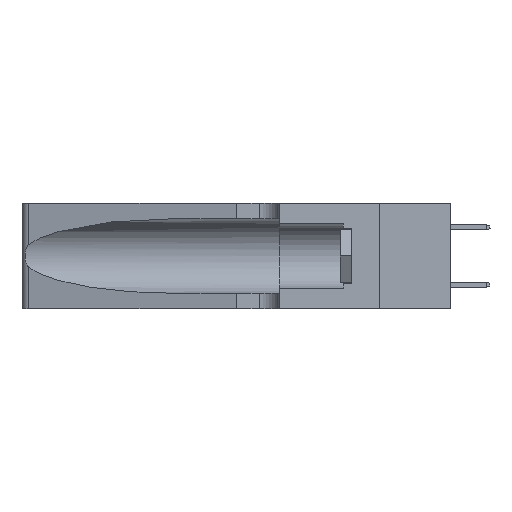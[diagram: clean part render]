
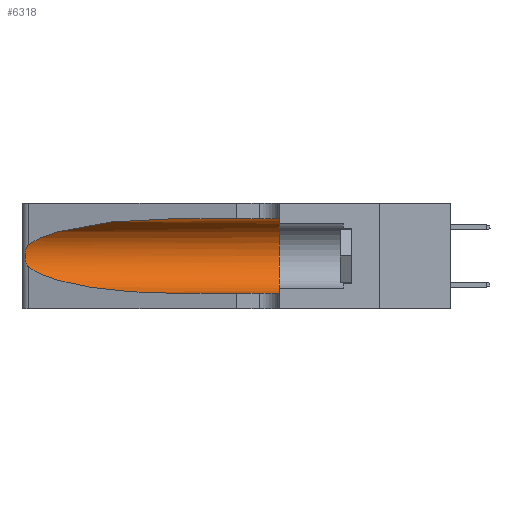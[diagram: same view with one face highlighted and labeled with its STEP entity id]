
A CAD part, left-side view. The second image highlights one B-rep face of the part: STEP entity #6318.
In plain terms, the highlighted cylindrical face has radius 3.308 mm (diameter 6.617 mm), a partial arc.
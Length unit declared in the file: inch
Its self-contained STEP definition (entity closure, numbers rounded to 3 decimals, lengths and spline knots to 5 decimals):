
#127 = CARTESIAN_POINT ( 'NONE',  ( 0.25555, 1.22993, 0.14849 ) ) ;
#385 = CARTESIAN_POINT ( 'NONE',  ( 0.26075, 1.23896, 0.178 ) ) ;
#540 = DIRECTION ( 'NONE',  ( 0., 0., 1. ) ) ;
#824 = CARTESIAN_POINT ( 'NONE',  ( 0.1305, 1.61858, 0.05475 ) ) ;
#1004 = B_SPLINE_CURVE_WITH_KNOTS ( 'NONE', 3,
 ( #1596, #10250, #7290, #11632, #13025, #8597, #1408, #385, #6064, #4577, #14225, #12843, #127, #8863 ),
 .UNSPECIFIED., .F., .F.,
 ( 4, 2, 2, 2, 2, 2, 4 ),
 ( 0., 0.00027, 0.00053, 0.00107, 0.0016, 0.00187, 0.00214 ),
 .UNSPECIFIED. ) ;
#1408 = CARTESIAN_POINT ( 'NONE',  ( 0.26075, 1.23896, 0.19203 ) ) ;
#1596 = CARTESIAN_POINT ( 'NONE',  ( 0.25487, 1.22718, 0.22369 ) ) ;
#1847 = DIRECTION ( 'NONE',  ( 0., 0., -1. ) ) ;
#2461 = EDGE_LOOP ( 'NONE', ( #11445, #4119, #14571, #4029, #13222, #5961 ) ) ;
#3266 =( BOUNDED_CURVE ( )  B_SPLINE_CURVE ( 3, ( #16501, #6769, #5468, #15304 ),
 .UNSPECIFIED., .F., .T. ) 
 B_SPLINE_CURVE_WITH_KNOTS ( ( 4, 4 ),
 ( 3.44316, 4.71239 ),
 .UNSPECIFIED. ) 
 CURVE ( )  GEOMETRIC_REPRESENTATION_ITEM ( )  RATIONAL_B_SPLINE_CURVE ( ( 1., 0.87, 0.87, 1. ) ) 
 REPRESENTATION_ITEM ( '' )  );
#3439 = CARTESIAN_POINT ( 'NONE',  ( 0.1305, 1.61858, 0.185 ) ) ;
#3571 = CIRCLE ( 'NONE', #7738, 0.13025 ) ;
#3934 = CARTESIAN_POINT ( 'NONE',  ( 0.1305, 0.35, 0.31525 ) ) ;
#4029 = ORIENTED_EDGE ( 'NONE', *, *, #6549, .T. ) ;
#4119 = ORIENTED_EDGE ( 'NONE', *, *, #7066, .T. ) ;
#4421 = VECTOR ( 'NONE', #5118, 39.37008 ) ;
#4577 = CARTESIAN_POINT ( 'NONE',  ( 0.25856, 1.23593, 0.16098 ) ) ;
#5118 = DIRECTION ( 'NONE',  ( 0., -1., 0. ) ) ;
#5335 = EDGE_CURVE ( 'NONE', #5444, #5893, #6587, .T. ) ;
#5444 = VERTEX_POINT ( 'NONE', #7697 ) ;
#5468 = CARTESIAN_POINT ( 'NONE',  ( 0.18966, 0.96281, 0.05475 ) ) ;
#5893 = VERTEX_POINT ( 'NONE', #17285 ) ;
#5961 = ORIENTED_EDGE ( 'NONE', *, *, #14827, .F. ) ;
#6064 = CARTESIAN_POINT ( 'NONE',  ( 0.26017, 1.23833, 0.17102 ) ) ;
#6318 = ADVANCED_FACE ( 'NONE', ( #17442 ), #10501, .F. ) ;
#6549 = EDGE_CURVE ( 'NONE', #7582, #13444, #7919, .T. ) ;
#6587 =( BOUNDED_CURVE ( )  B_SPLINE_CURVE ( 3, ( #11482, #14441, #17218, #12788 ),
 .UNSPECIFIED., .F., .T. ) 
 B_SPLINE_CURVE_WITH_KNOTS ( ( 4, 4 ),
 ( 1.5708, 2.84003 ),
 .UNSPECIFIED. ) 
 CURVE ( )  GEOMETRIC_REPRESENTATION_ITEM ( )  RATIONAL_B_SPLINE_CURVE ( ( 1., 0.87, 0.87, 1. ) ) 
 REPRESENTATION_ITEM ( '' )  );
#6769 = CARTESIAN_POINT ( 'NONE',  ( 0.2373, 1.15595, 0.08982 ) ) ;
#7066 = EDGE_CURVE ( 'NONE', #5893, #14197, #1004, .T. ) ;
#7290 = CARTESIAN_POINT ( 'NONE',  ( 0.25639, 1.23184, 0.21858 ) ) ;
#7582 = VERTEX_POINT ( 'NONE', #17075 ) ;
#7697 = CARTESIAN_POINT ( 'NONE',  ( 0.1305, 0.72297, 0.31525 ) ) ;
#7738 = AXIS2_PLACEMENT_3D ( 'NONE', #14654, #11779, #540 ) ;
#7919 = LINE ( 'NONE', #824, #4421 ) ;
#8597 = CARTESIAN_POINT ( 'NONE',  ( 0.26018, 1.23835, 0.19895 ) ) ;
#8863 = CARTESIAN_POINT ( 'NONE',  ( 0.25487, 1.22718, 0.14631 ) ) ;
#9549 = EDGE_CURVE ( 'NONE', #14197, #7582, #3266, .T. ) ;
#10250 = CARTESIAN_POINT ( 'NONE',  ( 0.25555, 1.22994, 0.2215 ) ) ;
#10411 = DIRECTION ( 'NONE',  ( 0., -1., 0. ) ) ;
#10501 = CYLINDRICAL_SURFACE ( 'NONE', #12135, 0.13025 ) ;
#11276 = DIRECTION ( 'NONE',  ( 0., -1., 0. ) ) ;
#11445 = ORIENTED_EDGE ( 'NONE', *, *, #5335, .T. ) ;
#11482 = CARTESIAN_POINT ( 'NONE',  ( 0.1305, 0.72297, 0.31525 ) ) ;
#11632 = CARTESIAN_POINT ( 'NONE',  ( 0.25787, 1.23484, 0.2124 ) ) ;
#11750 = CARTESIAN_POINT ( 'NONE',  ( 0.25487, 1.22718, 0.14631 ) ) ;
#11779 = DIRECTION ( 'NONE',  ( 0., 1., 0. ) ) ;
#12135 = AXIS2_PLACEMENT_3D ( 'NONE', #3439, #10411, #1847 ) ;
#12279 = CARTESIAN_POINT ( 'NONE',  ( 0.1305, 0.35, 0.05475 ) ) ;
#12788 = CARTESIAN_POINT ( 'NONE',  ( 0.25487, 1.22718, 0.22369 ) ) ;
#12843 = CARTESIAN_POINT ( 'NONE',  ( 0.25639, 1.23186, 0.15144 ) ) ;
#13025 = CARTESIAN_POINT ( 'NONE',  ( 0.25854, 1.2359, 0.20912 ) ) ;
#13039 = VECTOR ( 'NONE', #11276, 39.37008 ) ;
#13222 = ORIENTED_EDGE ( 'NONE', *, *, #15485, .F. ) ;
#13444 = VERTEX_POINT ( 'NONE', #12279 ) ;
#14197 = VERTEX_POINT ( 'NONE', #11750 ) ;
#14225 = CARTESIAN_POINT ( 'NONE',  ( 0.25789, 1.23486, 0.15765 ) ) ;
#14441 = CARTESIAN_POINT ( 'NONE',  ( 0.18966, 0.96281, 0.31525 ) ) ;
#14571 = ORIENTED_EDGE ( 'NONE', *, *, #9549, .T. ) ;
#14654 = CARTESIAN_POINT ( 'NONE',  ( 0.1305, 0.35, 0.185 ) ) ;
#14827 = EDGE_CURVE ( 'NONE', #5444, #17986, #16913, .T. ) ;
#15304 = CARTESIAN_POINT ( 'NONE',  ( 0.1305, 0.72297, 0.05475 ) ) ;
#15485 = EDGE_CURVE ( 'NONE', #17986, #13444, #3571, .T. ) ;
#16501 = CARTESIAN_POINT ( 'NONE',  ( 0.25487, 1.22718, 0.14631 ) ) ;
#16913 = LINE ( 'NONE', #17940, #13039 ) ;
#17075 = CARTESIAN_POINT ( 'NONE',  ( 0.1305, 0.72297, 0.05475 ) ) ;
#17218 = CARTESIAN_POINT ( 'NONE',  ( 0.2373, 1.15595, 0.28018 ) ) ;
#17285 = CARTESIAN_POINT ( 'NONE',  ( 0.25487, 1.22718, 0.22369 ) ) ;
#17442 = FACE_OUTER_BOUND ( 'NONE', #2461, .T. ) ;
#17940 = CARTESIAN_POINT ( 'NONE',  ( 0.1305, 1.61858, 0.31525 ) ) ;
#17986 = VERTEX_POINT ( 'NONE', #3934 ) ;
